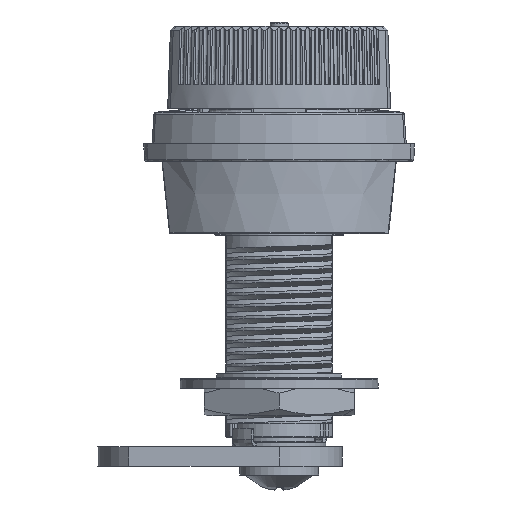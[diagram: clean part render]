
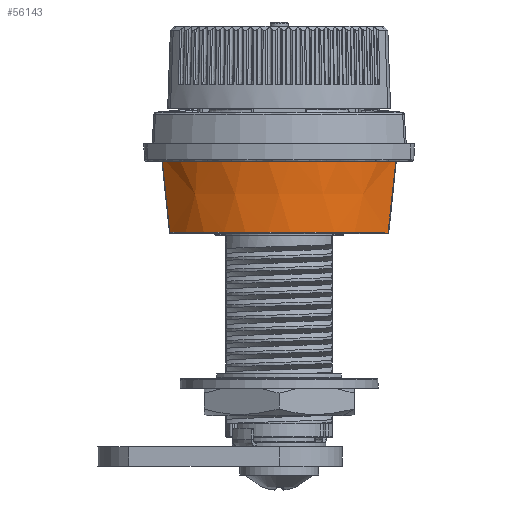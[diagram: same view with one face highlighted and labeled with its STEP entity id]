
A CAD part, front view. The second image highlights one B-rep face of the part: STEP entity #56143.
In plain terms, the highlighted conical face has half-angle 3 degrees and reference radius 18.514 mm.
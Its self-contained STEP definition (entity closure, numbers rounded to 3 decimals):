
#9828 = EDGE_CURVE ( 'NONE', #11540, #124155, #41420, .T. ) ;
#11540 = VERTEX_POINT ( 'NONE', #144510 ) ;
#15025 = DIRECTION ( 'NONE',  ( 1., 0., 0. ) ) ;
#15391 = EDGE_CURVE ( 'NONE', #154677, #124155, #57588, .T. ) ;
#21501 = CARTESIAN_POINT ( 'NONE',  ( -14.171, -11.395, 3.458 ) ) ;
#26374 = ORIENTED_EDGE ( 'NONE', *, *, #15391, .T. ) ;
#32984 = CARTESIAN_POINT ( 'NONE',  ( 14.842, -11.067, 9.8 ) ) ;
#34006 = FACE_OUTER_BOUND ( 'NONE', #146724, .T. ) ;
#35865 = EDGE_CURVE ( 'NONE', #91635, #11540, #37547, .T. ) ;
#35871 = CARTESIAN_POINT ( 'NONE',  ( -14.51, -11.237, 6.665 ) ) ;
#37547 = CIRCLE ( 'NONE', #91149, 18.514 ) ;
#38342 = ORIENTED_EDGE ( 'NONE', *, *, #35865, .F. ) ;
#39873 = DIRECTION ( 'NONE',  ( 0., 0., -1. ) ) ;
#41420 = B_SPLINE_CURVE_WITH_KNOTS ( 'NONE', 3,
 ( #135900, #35871, #21501, #50288 ),
 .UNSPECIFIED., .F., .F.,
 ( 4, 4 ),
 ( 0., 1. ),
 .UNSPECIFIED. ) ;
#42372 = B_SPLINE_CURVE_WITH_KNOTS ( 'NONE', 3,
 ( #54904, #53656, #168636, #69278 ),
 .UNSPECIFIED., .F., .F.,
 ( 4, 4 ),
 ( 0., 1. ),
 .UNSPECIFIED. ) ;
#44039 = AXIS2_PLACEMENT_3D ( 'NONE', #67806, #167765, #82211 ) ;
#44202 = EDGE_CURVE ( 'NONE', #154677, #91635, #42372, .T. ) ;
#50288 = CARTESIAN_POINT ( 'NONE',  ( -13.825, -11.542, 0.19 ) ) ;
#51461 = CARTESIAN_POINT ( 'NONE',  ( -13.825, -11.542, 0.19 ) ) ;
#53656 = CARTESIAN_POINT ( 'NONE',  ( 14.171, -11.395, 3.458 ) ) ;
#54261 = ORIENTED_EDGE ( 'NONE', *, *, #44202, .F. ) ;
#54904 = CARTESIAN_POINT ( 'NONE',  ( 13.825, -11.542, 0.19 ) ) ;
#56143 = ADVANCED_FACE ( 'NONE', ( #34006 ), #177106, .F. ) ;
#57543 = CARTESIAN_POINT ( 'NONE',  ( 0., 0., 9.8 ) ) ;
#57588 = CIRCLE ( 'NONE', #44039, 18.01 ) ;
#67806 = CARTESIAN_POINT ( 'NONE',  ( 0., 0., 0.19 ) ) ;
#69278 = CARTESIAN_POINT ( 'NONE',  ( 14.842, -11.067, 9.8 ) ) ;
#82211 = DIRECTION ( 'NONE',  ( 1., 0., 0. ) ) ;
#83165 = AXIS2_PLACEMENT_3D ( 'NONE', #57543, #171877, #15025 ) ;
#91149 = AXIS2_PLACEMENT_3D ( 'NONE', #125457, #39873, #139899 ) ;
#91635 = VERTEX_POINT ( 'NONE', #32984 ) ;
#102620 = CARTESIAN_POINT ( 'NONE',  ( 13.77, -11.451, 0.103 ) ) ;
#123740 = ORIENTED_EDGE ( 'NONE', *, *, #9828, .F. ) ;
#124155 = VERTEX_POINT ( 'NONE', #51461 ) ;
#125457 = CARTESIAN_POINT ( 'NONE',  ( 0., 0., 9.8 ) ) ;
#135900 = CARTESIAN_POINT ( 'NONE',  ( -14.842, -11.067, 9.8 ) ) ;
#139899 = DIRECTION ( 'NONE',  ( 1., 0., 0. ) ) ;
#144510 = CARTESIAN_POINT ( 'NONE',  ( -14.842, -11.067, 9.8 ) ) ;
#146724 = EDGE_LOOP ( 'NONE', ( #26374, #123740, #38342, #54261 ) ) ;
#154677 = VERTEX_POINT ( 'NONE', #102620 ) ;
#167765 = DIRECTION ( 'NONE',  ( 0., 0., -1. ) ) ;
#168636 = CARTESIAN_POINT ( 'NONE',  ( 14.51, -11.237, 6.665 ) ) ;
#171877 = DIRECTION ( 'NONE',  ( 0., 0., 1. ) ) ;
#177106 = CONICAL_SURFACE ( 'NONE', #83165, 18.514, 0.052 ) ;
